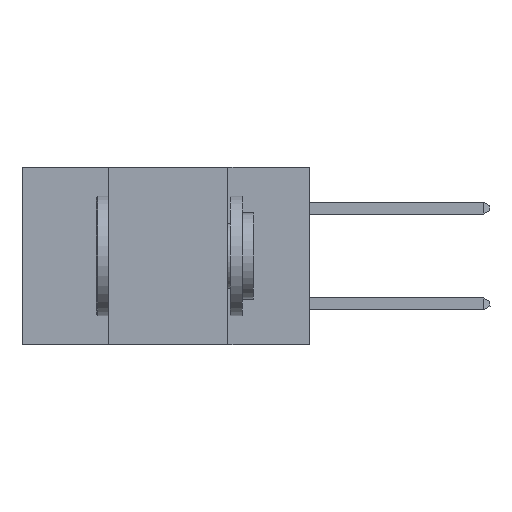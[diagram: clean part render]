
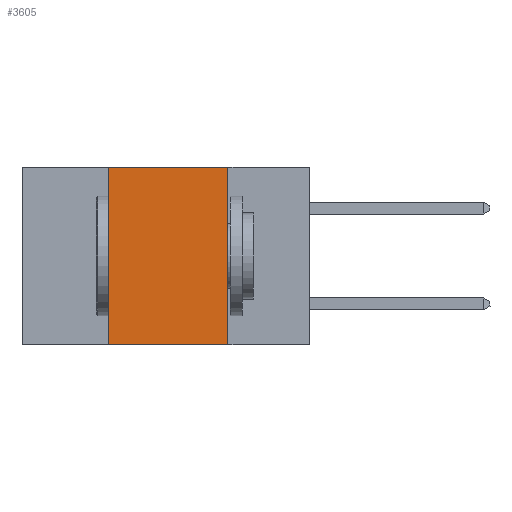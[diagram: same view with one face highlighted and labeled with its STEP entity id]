
A CAD part, left-side view. The second image highlights one B-rep face of the part: STEP entity #3605.
In plain terms, the highlighted planar face has unit normal (-1, 0, 0).
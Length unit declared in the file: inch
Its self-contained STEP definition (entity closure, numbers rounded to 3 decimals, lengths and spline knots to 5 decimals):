
#62 = LINE ( 'NONE', #4395, #4767 ) ;
#199 = VERTEX_POINT ( 'NONE', #2829 ) ;
#284 = DIRECTION ( 'NONE',  ( 0., -1., 0. ) ) ;
#831 = ORIENTED_EDGE ( 'NONE', *, *, #4612, .F. ) ;
#1028 = CARTESIAN_POINT ( 'NONE',  ( 0., 0.6, 0. ) ) ;
#1167 = VERTEX_POINT ( 'NONE', #1443 ) ;
#1443 = CARTESIAN_POINT ( 'NONE',  ( 0., 0.17, 0. ) ) ;
#1880 = DIRECTION ( 'NONE',  ( 0., -1., 0. ) ) ;
#2189 = PLANE ( 'NONE',  #6235 ) ;
#2222 = VECTOR ( 'NONE', #9527, 39.37008 ) ;
#2829 = CARTESIAN_POINT ( 'NONE',  ( 0., 0.17, -0.37 ) ) ;
#3544 = VECTOR ( 'NONE', #1880, 39.37008 ) ;
#3605 = ADVANCED_FACE ( 'NONE', ( #5174 ), #2189, .F. ) ;
#3619 = EDGE_LOOP ( 'NONE', ( #5853, #831, #8370, #8892 ) ) ;
#4085 = CARTESIAN_POINT ( 'NONE',  ( 0., 0.42, 0. ) ) ;
#4395 = CARTESIAN_POINT ( 'NONE',  ( 0., 0.6, -0.37 ) ) ;
#4571 = EDGE_CURVE ( 'NONE', #7036, #199, #62, .T. ) ;
#4612 = EDGE_CURVE ( 'NONE', #8732, #1167, #6384, .T. ) ;
#4767 = VECTOR ( 'NONE', #284, 39.37008 ) ;
#5056 = CARTESIAN_POINT ( 'NONE',  ( 0., 0.42, -0.37 ) ) ;
#5174 = FACE_OUTER_BOUND ( 'NONE', #3619, .T. ) ;
#5357 = CARTESIAN_POINT ( 'NONE',  ( 0., 0.42, 0. ) ) ;
#5446 = CARTESIAN_POINT ( 'NONE',  ( 0., 0.6, 0. ) ) ;
#5853 = ORIENTED_EDGE ( 'NONE', *, *, #6860, .F. ) ;
#6014 = VECTOR ( 'NONE', #6135, 39.37008 ) ;
#6135 = DIRECTION ( 'NONE',  ( 0., 0., 1. ) ) ;
#6235 = AXIS2_PLACEMENT_3D ( 'NONE', #5446, #7854, #8673 ) ;
#6384 = LINE ( 'NONE', #1028, #3544 ) ;
#6860 = EDGE_CURVE ( 'NONE', #1167, #199, #8075, .T. ) ;
#7036 = VERTEX_POINT ( 'NONE', #5056 ) ;
#7079 = CARTESIAN_POINT ( 'NONE',  ( 0., 0.17, 0. ) ) ;
#7854 = DIRECTION ( 'NONE',  ( 1., 0., 0. ) ) ;
#8075 = LINE ( 'NONE', #7079, #2222 ) ;
#8098 = LINE ( 'NONE', #5357, #6014 ) ;
#8370 = ORIENTED_EDGE ( 'NONE', *, *, #9949, .F. ) ;
#8673 = DIRECTION ( 'NONE',  ( 0., 0., -1. ) ) ;
#8732 = VERTEX_POINT ( 'NONE', #4085 ) ;
#8892 = ORIENTED_EDGE ( 'NONE', *, *, #4571, .T. ) ;
#9527 = DIRECTION ( 'NONE',  ( 0., 0., -1. ) ) ;
#9949 = EDGE_CURVE ( 'NONE', #7036, #8732, #8098, .T. ) ;
